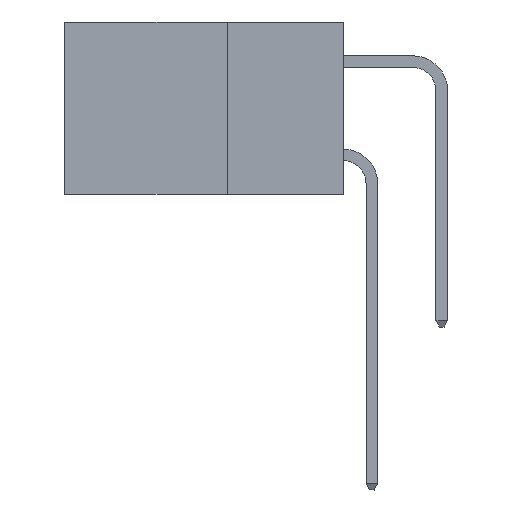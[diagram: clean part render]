
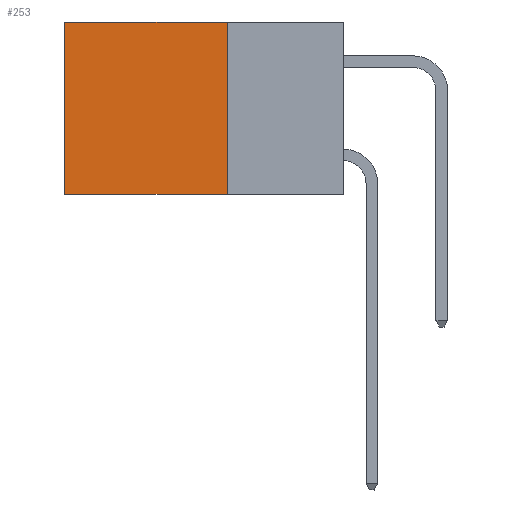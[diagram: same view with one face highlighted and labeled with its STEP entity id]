
A CAD part, left-side view. The second image highlights one B-rep face of the part: STEP entity #253.
In plain terms, the highlighted planar face has unit normal (-1, 0, 0).
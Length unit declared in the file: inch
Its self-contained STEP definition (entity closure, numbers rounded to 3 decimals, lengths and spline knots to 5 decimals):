
#127 = VERTEX_POINT ( 'NONE', #6554 ) ;
#253 = ADVANCED_FACE ( 'NONE', ( #7280 ), #18391, .F. ) ;
#1672 = VECTOR ( 'NONE', #19837, 39.37008 ) ;
#2590 = VERTEX_POINT ( 'NONE', #17634 ) ;
#2702 = LINE ( 'NONE', #14290, #1672 ) ;
#4172 = EDGE_LOOP ( 'NONE', ( #22118, #5561, #13307, #7888 ) ) ;
#4735 = LINE ( 'NONE', #12007, #23363 ) ;
#5102 = CARTESIAN_POINT ( 'NONE',  ( 0.2615, 0.25, 0. ) ) ;
#5234 = VERTEX_POINT ( 'NONE', #5102 ) ;
#5557 = DIRECTION ( 'NONE',  ( 1., 0., 0. ) ) ;
#5561 = ORIENTED_EDGE ( 'NONE', *, *, #16982, .F. ) ;
#6554 = CARTESIAN_POINT ( 'NONE',  ( 0.2615, 0.6, 0. ) ) ;
#6754 = EDGE_CURVE ( 'NONE', #5234, #24236, #2702, .T. ) ;
#7042 = VECTOR ( 'NONE', #18923, 39.37008 ) ;
#7280 = FACE_OUTER_BOUND ( 'NONE', #4172, .T. ) ;
#7452 = LINE ( 'NONE', #7581, #7042 ) ;
#7581 = CARTESIAN_POINT ( 'NONE',  ( 0.2615, 0.25, -0.37 ) ) ;
#7888 = ORIENTED_EDGE ( 'NONE', *, *, #9667, .T. ) ;
#9667 = EDGE_CURVE ( 'NONE', #5234, #127, #4735, .T. ) ;
#9857 = AXIS2_PLACEMENT_3D ( 'NONE', #14560, #5557, #13072 ) ;
#12007 = CARTESIAN_POINT ( 'NONE',  ( 0.2615, 0.25, 0. ) ) ;
#12737 = DIRECTION ( 'NONE',  ( 0., 0., -1. ) ) ;
#13072 = DIRECTION ( 'NONE',  ( 0., 0., -1. ) ) ;
#13307 = ORIENTED_EDGE ( 'NONE', *, *, #6754, .F. ) ;
#14290 = CARTESIAN_POINT ( 'NONE',  ( 0.2615, 0.25, -0.37 ) ) ;
#14309 = EDGE_CURVE ( 'NONE', #127, #2590, #23965, .T. ) ;
#14560 = CARTESIAN_POINT ( 'NONE',  ( 0.2615, 0.25, -0.37 ) ) ;
#16982 = EDGE_CURVE ( 'NONE', #24236, #2590, #7452, .T. ) ;
#17634 = CARTESIAN_POINT ( 'NONE',  ( 0.2615, 0.6, -0.37 ) ) ;
#18391 = PLANE ( 'NONE',  #9857 ) ;
#18923 = DIRECTION ( 'NONE',  ( 0., 1., 0. ) ) ;
#19837 = DIRECTION ( 'NONE',  ( 0., 0., -1. ) ) ;
#22118 = ORIENTED_EDGE ( 'NONE', *, *, #14309, .T. ) ;
#22592 = CARTESIAN_POINT ( 'NONE',  ( 0.2615, 0.6, -0.37 ) ) ;
#23357 = DIRECTION ( 'NONE',  ( 0., 1., 0. ) ) ;
#23363 = VECTOR ( 'NONE', #23357, 39.37008 ) ;
#23893 = CARTESIAN_POINT ( 'NONE',  ( 0.2615, 0.25, -0.37 ) ) ;
#23965 = LINE ( 'NONE', #22592, #24077 ) ;
#24077 = VECTOR ( 'NONE', #12737, 39.37008 ) ;
#24236 = VERTEX_POINT ( 'NONE', #23893 ) ;
